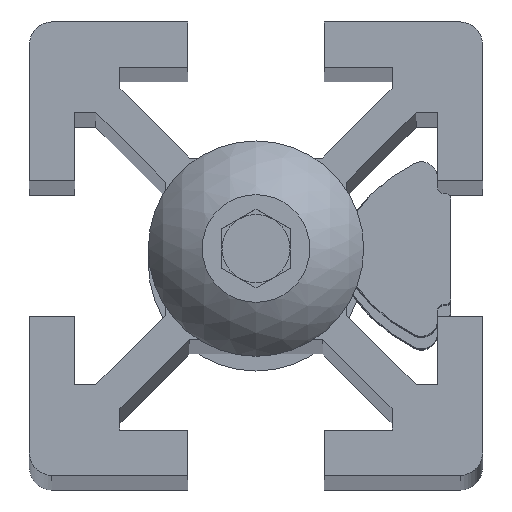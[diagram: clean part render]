
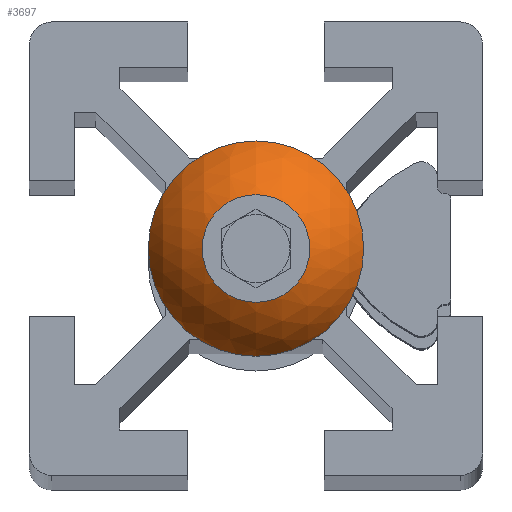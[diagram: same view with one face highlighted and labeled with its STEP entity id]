
A CAD part, top view. The second image highlights one B-rep face of the part: STEP entity #3697.
In plain terms, the highlighted spherical face has radius 5.315 mm.
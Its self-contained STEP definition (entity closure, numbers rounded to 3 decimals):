
#146=SPHERICAL_SURFACE('',#3996,5.315);
#151=FACE_BOUND('',#525,.T.);
#313=FACE_OUTER_BOUND('',#524,.T.);
#524=EDGE_LOOP('',(#2599));
#525=EDGE_LOOP('',(#2600));
#1453=CIRCLE('',#3995,2.375);
#1454=CIRCLE('',#3997,4.75);
#1608=VERTEX_POINT('',#5498);
#1615=VERTEX_POINT('',#5513);
#1992=EDGE_CURVE('',#1608,#1608,#1453,.T.);
#1999=EDGE_CURVE('',#1615,#1615,#1454,.T.);
#2599=ORIENTED_EDGE('',*,*,#1999,.T.);
#2600=ORIENTED_EDGE('',*,*,#1992,.F.);
#3697=ADVANCED_FACE('',(#313,#151),#146,.T.);
#3995=AXIS2_PLACEMENT_3D('',#5499,#4425,#4426);
#3996=AXIS2_PLACEMENT_3D('',#5512,#4433,#4434);
#3997=AXIS2_PLACEMENT_3D('',#5514,#4435,#4436);
#4425=DIRECTION('center_axis',(-1.,0.,0.));
#4426=DIRECTION('ref_axis',(0.,0.,1.));
#4433=DIRECTION('center_axis',(0.,0.,1.));
#4434=DIRECTION('ref_axis',(-1.,0.003,0.));
#4435=DIRECTION('center_axis',(-1.,0.,0.));
#4436=DIRECTION('ref_axis',(0.,0.,1.));
#5498=CARTESIAN_POINT('',(0.,0.,2.375));
#5499=CARTESIAN_POINT('Origin',(0.,0.,0.));
#5512=CARTESIAN_POINT('Origin',(4.755,0.,
0.));
#5513=CARTESIAN_POINT('',(2.37,0.,-4.75));
#5514=CARTESIAN_POINT('Origin',(2.37,0.,0.));
